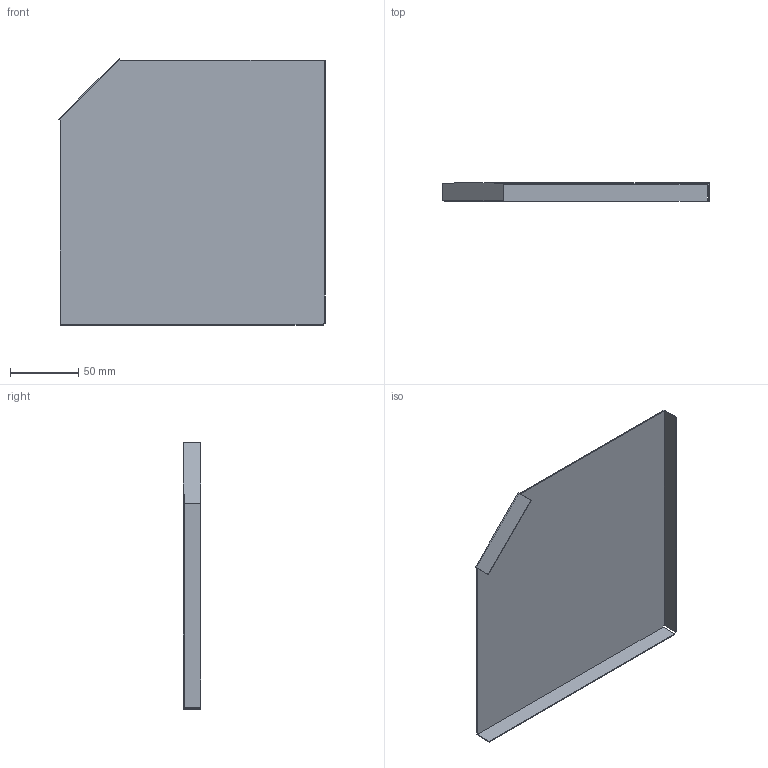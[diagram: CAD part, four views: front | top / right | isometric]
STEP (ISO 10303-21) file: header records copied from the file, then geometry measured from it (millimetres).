
FILE_DESCRIPTION (( 'STEP AP214' ), '1' );
FILE_NAME ('7129742.stp', '2018-10-03T06:24:44', ( '' ), ( '' ), 'SwSTEP 2.0', 'SolidWorks 2018', '' );
FILE_SCHEMA (( 'AUTOMOTIVE_DESIGN' ));
Length unit declared in the file: millimetre
Products named in the file (1): 7129742
Bounding box: 195.9 x 13 x 195.9 mm (x, y, z)
Volume: 29780.8 mm3; surface area: 85668.8 mm2
Topology: 1 solids, 1 shells, 25 faces, 69 edges, 46 vertices
Faces by surface type: plane 25
Entity records: 817 total; most frequent: CARTESIAN_POINT 141, ORIENTED_EDGE 138, DIRECTION 121, VECTOR 69, LINE 69, EDGE_CURVE 69, VERTEX_POINT 46, AXIS2_PLACEMENT_3D 26
